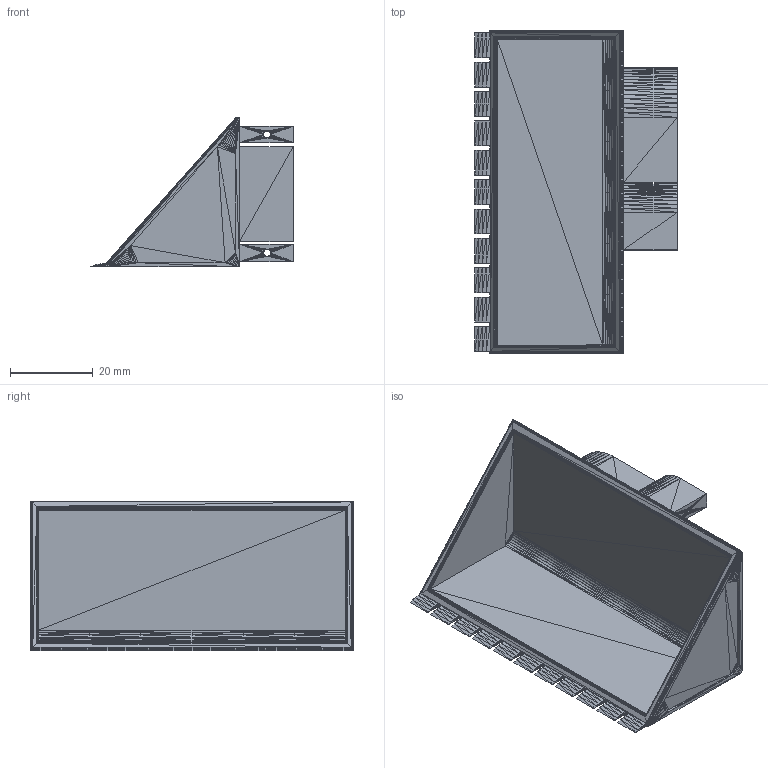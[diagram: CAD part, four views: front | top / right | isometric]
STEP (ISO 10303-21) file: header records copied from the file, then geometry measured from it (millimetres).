
FILE_DESCRIPTION((''),'2;1');
FILE_NAME('Bucket', '2025-08-01T02:15:53', (''), (''), 'ImageToStl.com STEP Converter','', '');
FILE_SCHEMA(('AUTOMOTIVE_DESIGN_CC2'));
Length unit declared in the file: metre
Products named in the file (1): product0
Bounding box: 49 x 78 x 36.19 mm (x, y, z)
Surface area: 15481.4 mm2 (no closed solid volume)
Topology: 0 solids, 3910 shells, 3910 faces, 11730 edges, 1953 vertices
Faces by surface type: plane 3910
Entity records: 93871 total; most frequent: DIRECTION 19552, ORIENTED_EDGE 11730, EDGE_CURVE 11730, LINE 11730, VECTOR 11730, AXIS2_PLACEMENT_3D 3911, STYLED_ITEM 3911, FACE_SURFACE 3910
